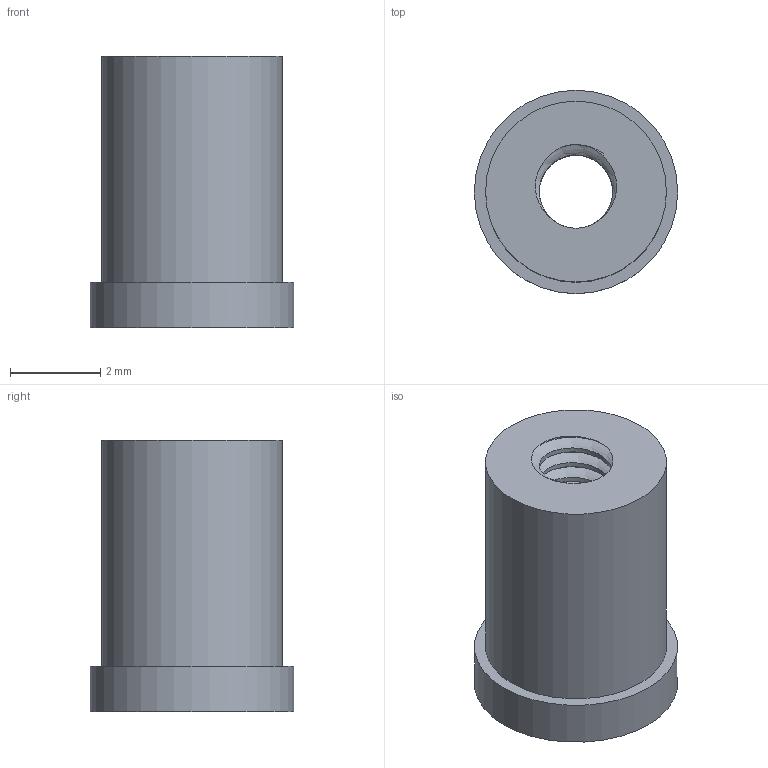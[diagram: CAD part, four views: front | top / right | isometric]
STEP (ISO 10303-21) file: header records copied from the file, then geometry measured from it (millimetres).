
FILE_DESCRIPTION(/* description */ (''),/* implementation_level */ '2;1');
FILE_NAME(/* name */ 'PCBWAY AGAIN BASE FRAME RIVNUTX8.step',/* time_stamp */ '2025-12-06T08:12:35Z',/* author */ (''),/* organization */ (''),/* preprocessor_version */ 'ST-DEVELOPER v20.1',/* originating_system */ 'Autodesk Translation Framework v14.21.0.0',/* authorisation */ '');
FILE_SCHEMA (('AUTOMOTIVE_DESIGN { 1 0 10303 214 3 1 1 }'));
Length unit declared in the file: millimetre
Products named in the file (2): PCBWAY AGAIN; BASE RIVNUT (1)
Assembly tree (1 placements, depth 2):
  PCBWAY AGAIN
    BASE RIVNUT (1)
Bounding box: 4.5 x 4.5 x 6 mm (x, y, z)
Volume: 63.2 mm3; surface area: 160.4 mm2
Topology: 1 solids, 1 shells, 39 faces, 108 edges, 72 vertices
Faces by surface type: cylinder 34, plane 3, bspline 2
Full cylindrical faces by diameter (mm): 1.623 x6, 2.074 x4, 4 x1, 4.5 x1
Entity records: 3252 total; most frequent: CARTESIAN_POINT 2252, ORIENTED_EDGE 216, DIRECTION 128, EDGE_CURVE 108, VERTEX_POINT 72, B_SPLINE_CURVE_WITH_KNOTS 68, AXIS2_PLACEMENT_3D 48, EDGE_LOOP 42
